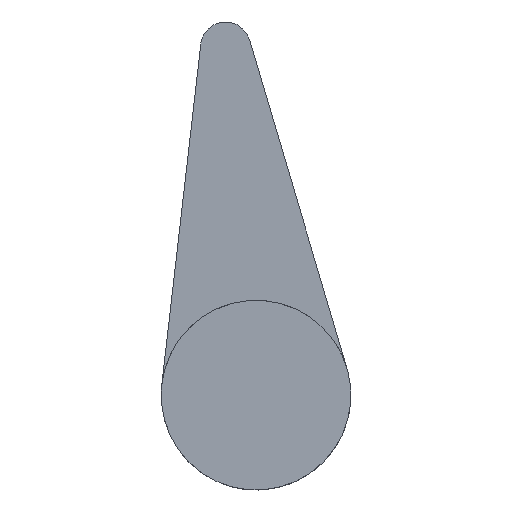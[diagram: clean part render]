
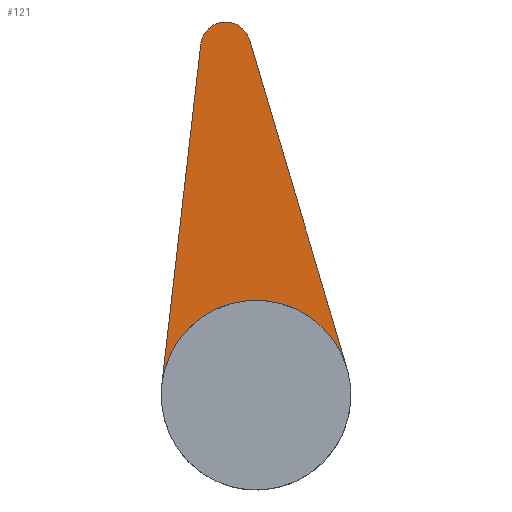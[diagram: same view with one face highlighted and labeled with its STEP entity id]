
A CAD part, front view. The second image highlights one B-rep face of the part: STEP entity #121.
In plain terms, the highlighted planar face has unit normal (0, -1, 0).
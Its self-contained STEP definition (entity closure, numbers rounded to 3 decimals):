
#19=PLANE('',#148);
#26=FACE_OUTER_BOUND('',#33,.T.);
#33=EDGE_LOOP('',(#109,#110,#111,#112));
#38=LINE('',#206,#47);
#41=LINE('',#214,#50);
#47=VECTOR('',#169,10.);
#50=VECTOR('',#178,10.);
#53=CIRCLE('',#138,2.);
#57=CIRCLE('',#147,7.597);
#60=VERTEX_POINT('',#191);
#61=VERTEX_POINT('',#193);
#65=VERTEX_POINT('',#205);
#67=VERTEX_POINT('',#212);
#70=EDGE_CURVE('',#60,#61,#53,.T.);
#76=EDGE_CURVE('',#61,#65,#38,.T.);
#80=EDGE_CURVE('',#60,#67,#41,.T.);
#81=EDGE_CURVE('',#67,#65,#57,.T.);
#109=ORIENTED_EDGE('',*,*,#70,.F.);
#110=ORIENTED_EDGE('',*,*,#80,.T.);
#111=ORIENTED_EDGE('',*,*,#81,.T.);
#112=ORIENTED_EDGE('',*,*,#76,.F.);
#121=ADVANCED_FACE('',(#26),#19,.F.);
#138=AXIS2_PLACEMENT_3D('',#194,#156,#157);
#147=AXIS2_PLACEMENT_3D('',#216,#181,#182);
#148=AXIS2_PLACEMENT_3D('',#218,#184,#185);
#156=DIRECTION('center_axis',(0.,1.,0.));
#157=DIRECTION('ref_axis',(-0.087,0.,0.996));
#169=DIRECTION('',(0.285,0.,-0.959));
#178=DIRECTION('',(-0.114,0.,-0.994));
#181=DIRECTION('center_axis',(0.,1.,0.));
#182=DIRECTION('ref_axis',(0.996,0.,0.087));
#184=DIRECTION('center_axis',(0.,1.,0.));
#185=DIRECTION('ref_axis',(0.996,0.,0.087));
#191=CARTESIAN_POINT('',(82.676,6.,26.559));
#193=CARTESIAN_POINT('',(86.58,6.,26.901));
#194=CARTESIAN_POINT('Origin',(84.663,6.,26.331));
#205=CARTESIAN_POINT('',(94.386,6.,0.604));
#206=CARTESIAN_POINT('',(83.791,6.,36.297));
#212=CARTESIAN_POINT('',(79.555,6.,-0.694));
#214=CARTESIAN_POINT('',(83.791,6.,36.297));
#216=CARTESIAN_POINT('Origin',(87.103,6.,-1.558));
#218=CARTESIAN_POINT('Origin',(85.778,6.,13.585));
